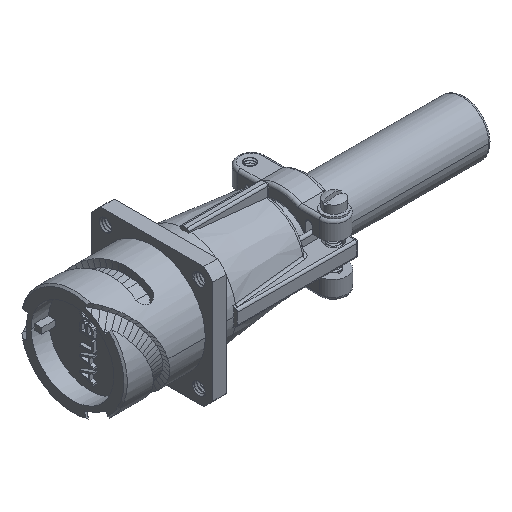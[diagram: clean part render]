
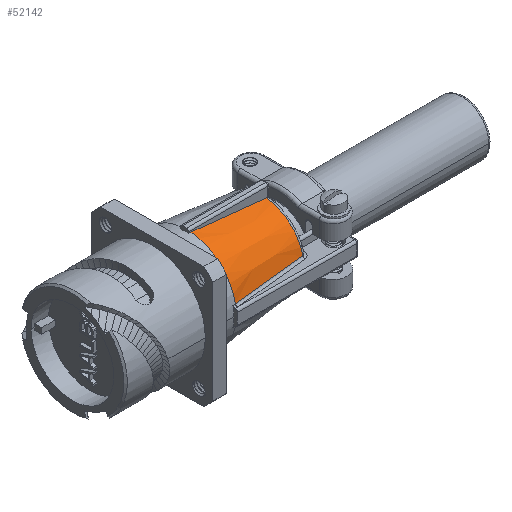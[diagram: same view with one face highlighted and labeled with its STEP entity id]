
A CAD part, isometric view. The second image highlights one B-rep face of the part: STEP entity #52142.
In plain terms, the highlighted conical face has half-angle 6 degrees and reference radius 13.203 mm.
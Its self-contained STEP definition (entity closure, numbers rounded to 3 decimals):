
#3954=CARTESIAN_POINT('',(33.05,0.,0.));
#3955=DIRECTION('',(1.,0.,0.));
#3956=DIRECTION('',(0.,-0.086,0.996));
#3957=AXIS2_PLACEMENT_3D('',#3954,#3955,#3956);
#18837=CARTESIAN_POINT('',(54.879,-11.739,
2.745));
#18838=CARTESIAN_POINT('',(52.622,-11.982,
2.748));
#18839=CARTESIAN_POINT('',(48.,-12.479,
2.753));
#18840=CARTESIAN_POINT('',(40.744,-13.257,
2.76));
#18841=CARTESIAN_POINT('',(35.684,-13.799,
2.765));
#18842=CARTESIAN_POINT('',(33.099,-14.075,
2.767));
#18844=DIRECTION('',(-0.994,-0.108,-0.006));
#18845=VECTOR('',#18844,0.049);
#18846=CARTESIAN_POINT('',(33.099,-14.075,
2.767));
#18847=LINE('2168',#18846,#18845);
#18848=CARTESIAN_POINT('',(54.879,0.,0.));
#18849=DIRECTION('',(1.,0.,0.));
#18850=DIRECTION('',(0.,-0.102,0.995));
#18851=AXIS2_PLACEMENT_3D('',#18848,#18849,#18850);
#18874=CARTESIAN_POINT('',(54.879,-11.739,
2.745));
#18892=CARTESIAN_POINT('',(33.05,-1.23,14.297));
#18893=CARTESIAN_POINT('',(35.589,-1.23,14.029));
#18894=CARTESIAN_POINT('',(40.59,-1.23,13.502));
#18895=CARTESIAN_POINT('',(47.866,-1.23,12.734));
#18896=CARTESIAN_POINT('',(52.567,-1.23,12.237));
#18897=CARTESIAN_POINT('',(54.879,-1.23,11.993));
#24441=VERTEX_POINT('',#18892);
#24442=VERTEX_POINT('',#18897);
#24605=VERTEX_POINT('',#18874);
#24607=VERTEX_POINT('',#18842);
#24609=CARTESIAN_POINT('',(33.05,-14.081,
2.767));
#24610=VERTEX_POINT('',#24609);
#52127=CARTESIAN_POINT('',(43.965,0.,0.));
#52128=DIRECTION('',(-1.,0.,0.));
#52129=DIRECTION('',(0.,1.,0.));
#52130=AXIS2_PLACEMENT_3D('',#52127,#52128,#52129);
#52131=CONICAL_SURFACE('1167',#52130,13.203,6.);
#52133=ORIENTED_EDGE('2166',*,*,#52132,.T.);
#52134=ORIENTED_EDGE('2168',*,*,#52110,.T.);
#52135=ORIENTED_EDGE('2196',*,*,#34687,.F.);
#52137=ORIENTED_EDGE('2035',*,*,#52136,.T.);
#52139=ORIENTED_EDGE('2192',*,*,#52138,.T.);
#52140=EDGE_LOOP('1167',(#52133,#52134,#52135,#52137,#52139));
#52141=FACE_OUTER_BOUND('1167',#52140,.F.);
#3958=CIRCLE('2196',#3957,14.35);
#18843=B_SPLINE_CURVE_WITH_KNOTS('2166',3,(#18837,#18838,#18839,#18840,#18841,
#18842),.UNSPECIFIED.,.F.,.F.,(4,1,1,4),(0.,0.333,
0.667,1.),.UNSPECIFIED.);
#18852=CIRCLE('2192',#18851,12.056);
#18898=B_SPLINE_CURVE_WITH_KNOTS('2035',3,(#18892,#18893,#18894,#18895,#18896,
#18897),.UNSPECIFIED.,.F.,.F.,(4,1,1,4),(0.,0.333,
0.667,1.),.UNSPECIFIED.);
#34687=EDGE_CURVE('2196',#24441,#24610,#3958,.T.);
#52110=EDGE_CURVE('2168',#24607,#24610,#18847,.T.);
#52132=EDGE_CURVE('2166',#24605,#24607,#18843,.T.);
#52136=EDGE_CURVE('2035',#24441,#24442,#18898,.T.);
#52138=EDGE_CURVE('2192',#24442,#24605,#18852,.T.);
#52142=ADVANCED_FACE('1167',(#52141),#52131,.T.);
